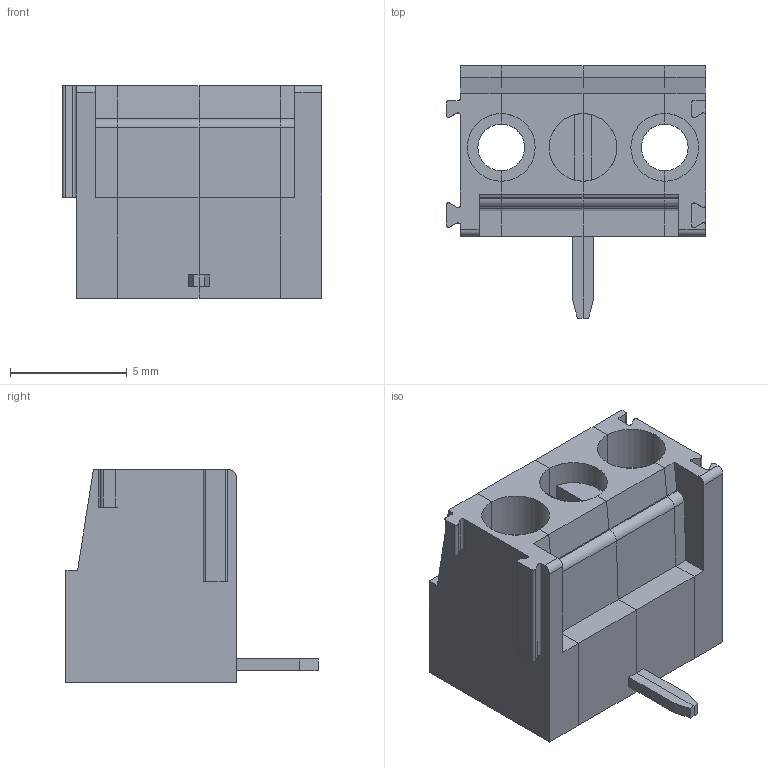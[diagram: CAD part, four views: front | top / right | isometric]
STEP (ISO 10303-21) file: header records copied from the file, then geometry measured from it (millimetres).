
FILE_DESCRIPTION(/* description */ ('Unknown'),/* implementation_level */ '2;1');
FILE_NAME(/* name */ '691212200101',/* time_stamp */ '2016-05-11T10:08:19+02:00',/* author */ ('Unknown'),/* organization */ ('Unknown'),/* preprocessor_version */ 'ST-DEVELOPER v16',/* originating_system */ 'DEX',/* authorisation */ $);
FILE_SCHEMA (('AUTOMOTIVE_DESIGN {1 0 10303 214 3 1 1}'));
Length unit declared in the file: millimetre
Products named in the file (5): 6912122000xx; 6912122000xx_CNT2; 6912122000xx_CNT3; 6912122000xx_DX2; 6912122000xx_SX2
Assembly tree (4 placements, depth 2):
  6912122000xx
    6912122000xx_CNT2
    6912122000xx_CNT3
    6912122000xx_DX2
    6912122000xx_SX2
Bounding box: 11.1 x 10.8 x 9.1 mm (x, y, z)
Volume: 373.5 mm3; surface area: 937.7 mm2
Topology: 4 solids, 4 shells, 216 faces, 612 edges, 404 vertices
Faces by surface type: plane 184, cylinder 32
Entity records: 7862 total; most frequent: CARTESIAN_POINT 1237, ORIENTED_EDGE 1224, DIRECTION 1122, EDGE_CURVE 612, LINE 544, VECTOR 544, VERTEX_POINT 404, AXIS2_PLACEMENT_3D 289
